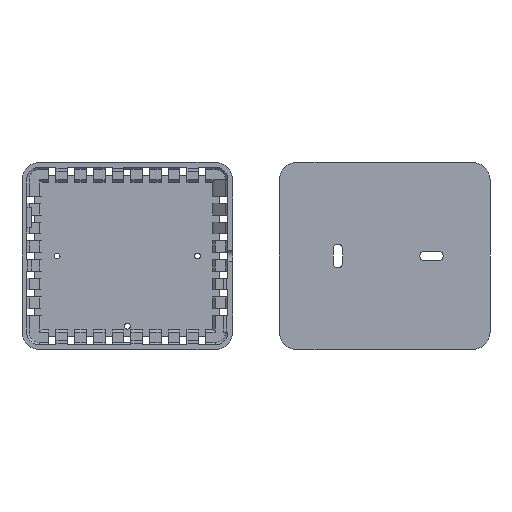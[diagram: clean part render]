
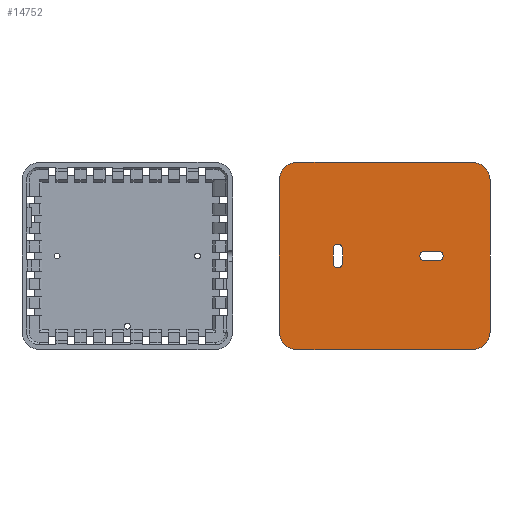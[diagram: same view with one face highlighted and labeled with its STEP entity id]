
A CAD part, front view. The second image highlights one B-rep face of the part: STEP entity #14752.
In plain terms, the highlighted planar face has unit normal (0, -1, 0).
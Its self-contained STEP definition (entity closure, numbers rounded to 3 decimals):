
#633=FACE_BOUND('',#2032,.T.);
#634=FACE_BOUND('',#2033,.T.);
#755=PLANE('',#15593);
#1280=FACE_OUTER_BOUND('',#2031,.T.);
#2031=EDGE_LOOP('',(#10716,#10717,#10718,#10719,#10720,#10721,#10722,#10723));
#2032=EDGE_LOOP('',(#10724,#10725,#10726,#10727));
#2033=EDGE_LOOP('',(#10728,#10729,#10730,#10731));
#2704=LINE('',#19230,#4469);
#2897=LINE('',#19714,#4662);
#2907=LINE('',#19739,#4672);
#2909=LINE('',#19747,#4674);
#2912=LINE('',#19756,#4677);
#2915=LINE('',#19763,#4680);
#2918=LINE('',#19772,#4683);
#2921=LINE('',#19779,#4686);
#4469=VECTOR('',#16146,10.);
#4662=VECTOR('',#16555,10.);
#4672=VECTOR('',#16587,10.);
#4674=VECTOR('',#16599,10.);
#4677=VECTOR('',#16608,10.);
#4680=VECTOR('',#16617,10.);
#4683=VECTOR('',#16626,10.);
#4686=VECTOR('',#16635,10.);
#6266=CIRCLE('',#15542,7.5);
#6267=CIRCLE('',#15544,7.5);
#6268=CIRCLE('',#15547,7.5);
#6269=CIRCLE('',#15549,7.5);
#6270=CIRCLE('',#15552,2.);
#6271=CIRCLE('',#15555,2.);
#6272=CIRCLE('',#15558,2.);
#6273=CIRCLE('',#15561,2.);
#6349=VERTEX_POINT('',#19227);
#6350=VERTEX_POINT('',#19229);
#6514=VERTEX_POINT('',#19711);
#6515=VERTEX_POINT('',#19713);
#6516=VERTEX_POINT('',#19727);
#6518=VERTEX_POINT('',#19733);
#6519=VERTEX_POINT('',#19737);
#6520=VERTEX_POINT('',#19743);
#6521=VERTEX_POINT('',#19749);
#6522=VERTEX_POINT('',#19750);
#6523=VERTEX_POINT('',#19755);
#6524=VERTEX_POINT('',#19759);
#6525=VERTEX_POINT('',#19765);
#6526=VERTEX_POINT('',#19766);
#6527=VERTEX_POINT('',#19771);
#6528=VERTEX_POINT('',#19775);
#7846=EDGE_CURVE('',#6350,#6349,#2704,.T.);
#8084=EDGE_CURVE('',#6515,#6514,#2897,.T.);
#8091=EDGE_CURVE('',#6515,#6516,#6266,.T.);
#8094=EDGE_CURVE('',#6518,#6514,#6267,.T.);
#8097=EDGE_CURVE('',#6518,#6519,#2907,.T.);
#8098=EDGE_CURVE('',#6350,#6519,#6268,.T.);
#8099=EDGE_CURVE('',#6520,#6349,#6269,.T.);
#8101=EDGE_CURVE('',#6520,#6516,#2909,.T.);
#8102=EDGE_CURVE('',#6521,#6522,#6270,.T.);
#8105=EDGE_CURVE('',#6522,#6523,#2912,.T.);
#8107=EDGE_CURVE('',#6523,#6524,#6271,.T.);
#8109=EDGE_CURVE('',#6524,#6521,#2915,.T.);
#8110=EDGE_CURVE('',#6525,#6526,#6272,.T.);
#8113=EDGE_CURVE('',#6526,#6527,#2918,.T.);
#8115=EDGE_CURVE('',#6527,#6528,#6273,.T.);
#8117=EDGE_CURVE('',#6528,#6525,#2921,.T.);
#10716=ORIENTED_EDGE('',*,*,#8091,.F.);
#10717=ORIENTED_EDGE('',*,*,#8084,.T.);
#10718=ORIENTED_EDGE('',*,*,#8094,.F.);
#10719=ORIENTED_EDGE('',*,*,#8097,.T.);
#10720=ORIENTED_EDGE('',*,*,#8098,.F.);
#10721=ORIENTED_EDGE('',*,*,#7846,.T.);
#10722=ORIENTED_EDGE('',*,*,#8099,.F.);
#10723=ORIENTED_EDGE('',*,*,#8101,.T.);
#10724=ORIENTED_EDGE('',*,*,#8107,.T.);
#10725=ORIENTED_EDGE('',*,*,#8109,.T.);
#10726=ORIENTED_EDGE('',*,*,#8102,.T.);
#10727=ORIENTED_EDGE('',*,*,#8105,.T.);
#10728=ORIENTED_EDGE('',*,*,#8115,.T.);
#10729=ORIENTED_EDGE('',*,*,#8117,.T.);
#10730=ORIENTED_EDGE('',*,*,#8110,.T.);
#10731=ORIENTED_EDGE('',*,*,#8113,.T.);
#14752=ADVANCED_FACE('',(#1280,#633,#634),#755,.F.);
#15542=AXIS2_PLACEMENT_3D('',#19728,#16575,#16576);
#15544=AXIS2_PLACEMENT_3D('',#19734,#16581,#16582);
#15547=AXIS2_PLACEMENT_3D('',#19741,#16590,#16591);
#15549=AXIS2_PLACEMENT_3D('',#19744,#16594,#16595);
#15552=AXIS2_PLACEMENT_3D('',#19751,#16602,#16603);
#15555=AXIS2_PLACEMENT_3D('',#19760,#16612,#16613);
#15558=AXIS2_PLACEMENT_3D('',#19767,#16620,#16621);
#15561=AXIS2_PLACEMENT_3D('',#19776,#16630,#16631);
#15593=AXIS2_PLACEMENT_3D('',#19825,#16707,#16708);
#16146=DIRECTION('',(0.,0.,-1.));
#16555=DIRECTION('',(0.,0.,1.));
#16575=DIRECTION('center_axis',(0.,1.,0.));
#16576=DIRECTION('ref_axis',(0.707,0.,-0.707));
#16581=DIRECTION('center_axis',(0.,1.,0.));
#16582=DIRECTION('ref_axis',(0.707,0.,0.707));
#16587=DIRECTION('',(-1.,0.,0.));
#16590=DIRECTION('center_axis',(0.,1.,0.));
#16591=DIRECTION('ref_axis',(-0.707,0.,0.707));
#16594=DIRECTION('center_axis',(0.,1.,0.));
#16595=DIRECTION('ref_axis',(-0.707,0.,-0.707));
#16599=DIRECTION('',(1.,0.,0.));
#16602=DIRECTION('center_axis',(0.,1.,0.));
#16603=DIRECTION('ref_axis',(-1.,0.,0.));
#16608=DIRECTION('',(1.,0.,0.));
#16612=DIRECTION('center_axis',(0.,1.,0.));
#16613=DIRECTION('ref_axis',(-1.,0.,0.));
#16617=DIRECTION('',(-1.,0.,0.));
#16620=DIRECTION('center_axis',(0.,1.,0.));
#16621=DIRECTION('ref_axis',(-1.,0.,0.));
#16626=DIRECTION('',(0.,0.,1.));
#16630=DIRECTION('center_axis',(0.,1.,0.));
#16631=DIRECTION('ref_axis',(-1.,0.,0.));
#16635=DIRECTION('',(0.,0.,-1.));
#16707=DIRECTION('center_axis',(0.,1.,0.));
#16708=DIRECTION('ref_axis',(1.,0.,0.));
#19227=CARTESIAN_POINT('',(-5.,0.,-67.5));
#19229=CARTESIAN_POINT('',(-5.,0.,-2.5));
#19230=CARTESIAN_POINT('',(-5.,0.,-72.5));
#19711=CARTESIAN_POINT('',(85.,0.,-2.5));
#19713=CARTESIAN_POINT('',(85.,0.,-67.5));
#19714=CARTESIAN_POINT('',(85.,0.,-7.5));
#19727=CARTESIAN_POINT('',(77.5,0.,-75.));
#19728=CARTESIAN_POINT('Origin',(77.5,0.,-67.5));
#19733=CARTESIAN_POINT('',(77.5,0.,5.));
#19734=CARTESIAN_POINT('Origin',(77.5,0.,-2.5));
#19737=CARTESIAN_POINT('',(2.5,0.,5.));
#19739=CARTESIAN_POINT('',(7.5,0.,5.));
#19741=CARTESIAN_POINT('Origin',(2.5,0.,-2.5));
#19743=CARTESIAN_POINT('',(2.5,0.,-75.));
#19744=CARTESIAN_POINT('Origin',(2.5,0.,-67.5));
#19747=CARTESIAN_POINT('',(72.5,0.,-75.));
#19749=CARTESIAN_POINT('',(57.,0.,-37.));
#19750=CARTESIAN_POINT('',(57.,0.,-33.));
#19751=CARTESIAN_POINT('Origin',(57.,0.,-35.));
#19755=CARTESIAN_POINT('',(63.,0.,-33.));
#19756=CARTESIAN_POINT('',(51.5,0.,-33.));
#19759=CARTESIAN_POINT('',(63.,0.,-37.));
#19760=CARTESIAN_POINT('Origin',(63.,0.,-35.));
#19763=CARTESIAN_POINT('',(48.5,0.,-37.));
#19765=CARTESIAN_POINT('',(22.,0.,-38.));
#19766=CARTESIAN_POINT('',(18.,0.,-38.));
#19767=CARTESIAN_POINT('Origin',(20.,0.,-38.));
#19771=CARTESIAN_POINT('',(18.,0.,-32.));
#19772=CARTESIAN_POINT('',(18.,0.,-36.));
#19775=CARTESIAN_POINT('',(22.,0.,-32.));
#19776=CARTESIAN_POINT('Origin',(20.,0.,-32.));
#19779=CARTESIAN_POINT('',(22.,0.,-39.));
#19825=CARTESIAN_POINT('Origin',(40.,0.,-40.));
